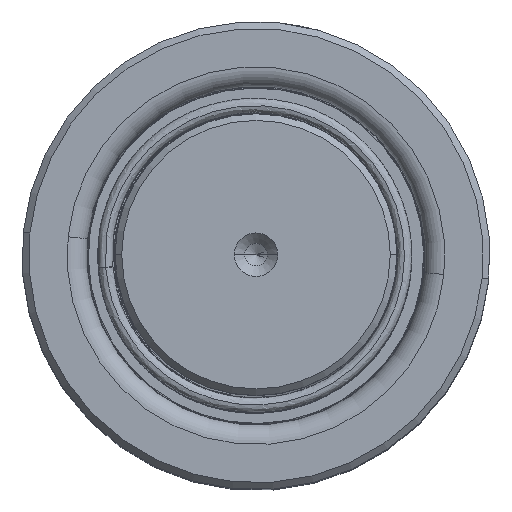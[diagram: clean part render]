
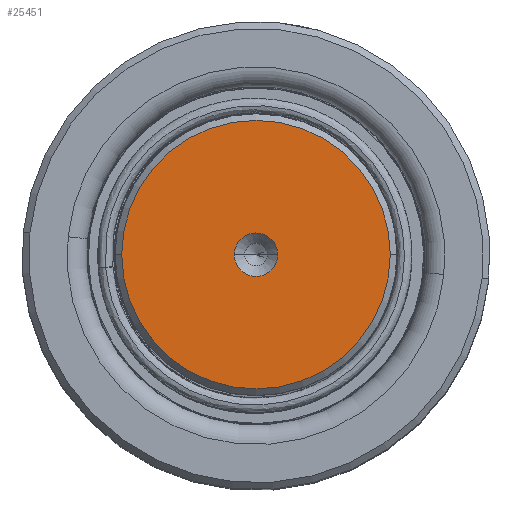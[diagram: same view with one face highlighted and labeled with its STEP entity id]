
A CAD part, top view. The second image highlights one B-rep face of the part: STEP entity #25451.
In plain terms, the highlighted planar face has unit normal (0, 0, 1).
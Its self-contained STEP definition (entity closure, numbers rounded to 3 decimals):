
#164 = EDGE_LOOP ( 'NONE', ( #6312, #14938 ) ) ;
#433 = DIRECTION ( 'NONE',  ( 0., 0., 1. ) ) ;
#1809 = CIRCLE ( 'NONE', #32038, 23.817 ) ;
#3176 = CIRCLE ( 'NONE', #11801, 3.85 ) ;
#5759 = EDGE_CURVE ( 'NONE', #48451, #17333, #36125, .T. ) ;
#6312 = ORIENTED_EDGE ( 'NONE', *, *, #20252, .F. ) ;
#11801 = AXIS2_PLACEMENT_3D ( 'NONE', #21268, #29977, #28312 ) ;
#12408 = EDGE_LOOP ( 'NONE', ( #30121, #40981 ) ) ;
#13024 = EDGE_CURVE ( 'NONE', #17333, #48451, #1809, .T. ) ;
#13603 = VERTEX_POINT ( 'NONE', #44547 ) ;
#14804 = PLANE ( 'NONE',  #26166 ) ;
#14938 = ORIENTED_EDGE ( 'NONE', *, *, #37356, .F. ) ;
#15292 = VERTEX_POINT ( 'NONE', #33188 ) ;
#16281 = CARTESIAN_POINT ( 'NONE',  ( 0., 0., 200. ) ) ;
#16368 = DIRECTION ( 'NONE',  ( 0., 0., 1. ) ) ;
#17333 = VERTEX_POINT ( 'NONE', #43948 ) ;
#20252 = EDGE_CURVE ( 'NONE', #13603, #15292, #22451, .T. ) ;
#21268 = CARTESIAN_POINT ( 'NONE',  ( 0., 0., 200. ) ) ;
#21459 = CARTESIAN_POINT ( 'NONE',  ( 0., 0., 200. ) ) ;
#22451 = CIRCLE ( 'NONE', #46879, 3.85 ) ;
#24438 = DIRECTION ( 'NONE',  ( 1., 0., 0. ) ) ;
#25451 = ADVANCED_FACE ( 'NONE', ( #38141, #46934 ), #14804, .T. ) ;
#26166 = AXIS2_PLACEMENT_3D ( 'NONE', #16281, #38182, #46046 ) ;
#28312 = DIRECTION ( 'NONE',  ( 1., 0., 0. ) ) ;
#29977 = DIRECTION ( 'NONE',  ( 0., 0., 1. ) ) ;
#29994 = AXIS2_PLACEMENT_3D ( 'NONE', #34501, #433, #38575 ) ;
#30121 = ORIENTED_EDGE ( 'NONE', *, *, #13024, .T. ) ;
#32038 = AXIS2_PLACEMENT_3D ( 'NONE', #35317, #16368, #24438 ) ;
#33188 = CARTESIAN_POINT ( 'NONE',  ( -3.85, 0., 200. ) ) ;
#34501 = CARTESIAN_POINT ( 'NONE',  ( 0., 0., 200. ) ) ;
#35317 = CARTESIAN_POINT ( 'NONE',  ( 0., 0., 200. ) ) ;
#36125 = CIRCLE ( 'NONE', #29994, 23.817 ) ;
#37356 = EDGE_CURVE ( 'NONE', #15292, #13603, #3176, .T. ) ;
#38141 = FACE_BOUND ( 'NONE', #164, .T. ) ;
#38182 = DIRECTION ( 'NONE',  ( 0., 0., 1. ) ) ;
#38370 = CARTESIAN_POINT ( 'NONE',  ( 23.817, 0., 200. ) ) ;
#38575 = DIRECTION ( 'NONE',  ( 1., 0., 0. ) ) ;
#39708 = DIRECTION ( 'NONE',  ( 1., 0., 0. ) ) ;
#40981 = ORIENTED_EDGE ( 'NONE', *, *, #5759, .T. ) ;
#43329 = DIRECTION ( 'NONE',  ( 0., 0., 1. ) ) ;
#43948 = CARTESIAN_POINT ( 'NONE',  ( -23.817, 0., 200. ) ) ;
#44547 = CARTESIAN_POINT ( 'NONE',  ( 3.85, 0., 200. ) ) ;
#46046 = DIRECTION ( 'NONE',  ( 1., 0., 0. ) ) ;
#46879 = AXIS2_PLACEMENT_3D ( 'NONE', #21459, #43329, #39708 ) ;
#46934 = FACE_OUTER_BOUND ( 'NONE', #12408, .T. ) ;
#48451 = VERTEX_POINT ( 'NONE', #38370 ) ;
